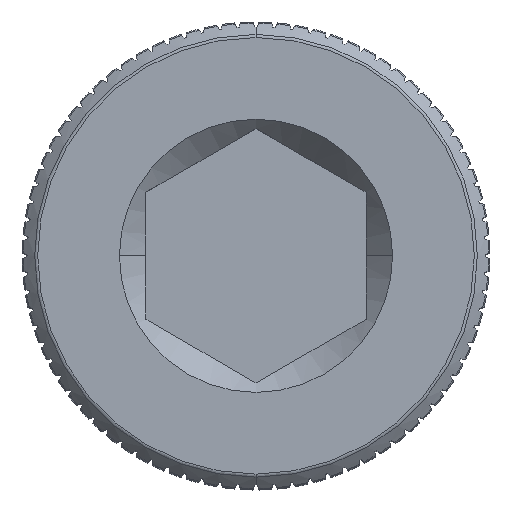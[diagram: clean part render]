
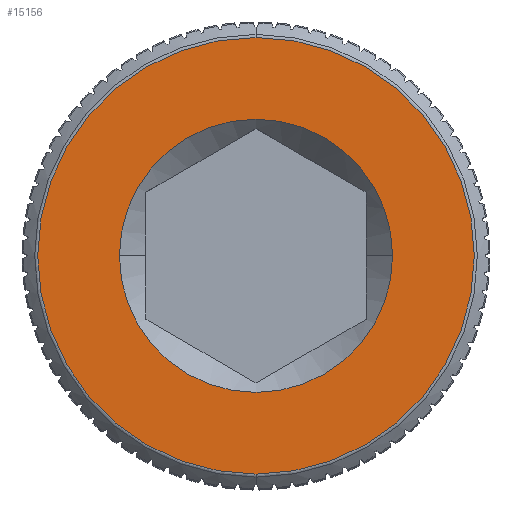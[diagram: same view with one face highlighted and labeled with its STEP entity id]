
A CAD part, top view. The second image highlights one B-rep face of the part: STEP entity #15156.
In plain terms, the highlighted planar face has unit normal (0, 0, 1).
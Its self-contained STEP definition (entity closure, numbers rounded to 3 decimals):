
#198 = AXIS2_PLACEMENT_3D ( 'NONE', #2411, #4243, #350 ) ;
#350 = DIRECTION ( 'NONE',  ( 0., 1., 0. ) ) ;
#996 = AXIS2_PLACEMENT_3D ( 'NONE', #10909, #16399, #19998 ) ;
#1017 = EDGE_LOOP ( 'NONE', ( #8923, #3118 ) ) ;
#1671 = DIRECTION ( 'NONE',  ( 0., 0., 1. ) ) ;
#1777 = CIRCLE ( 'NONE', #22398, 3.968 ) ;
#2411 = CARTESIAN_POINT ( 'NONE',  ( 0., 0., 32.5 ) ) ;
#2636 = CARTESIAN_POINT ( 'NONE',  ( 2.483, 0., 32.5 ) ) ;
#3118 = ORIENTED_EDGE ( 'NONE', *, *, #21572, .F. ) ;
#3564 = DIRECTION ( 'NONE',  ( 1., 0., 0. ) ) ;
#4243 = DIRECTION ( 'NONE',  ( 0., 0., -1. ) ) ;
#4746 = VERTEX_POINT ( 'NONE', #2636 ) ;
#4857 = CIRCLE ( 'NONE', #996, 2.483 ) ;
#5380 = CARTESIAN_POINT ( 'NONE',  ( 0., 0., 32.5 ) ) ;
#6448 = DIRECTION ( 'NONE',  ( 0., 0., -1. ) ) ;
#8336 = EDGE_CURVE ( 'NONE', #9989, #8531, #15899, .T. ) ;
#8454 = CARTESIAN_POINT ( 'NONE',  ( 0., 3.968, 32.5 ) ) ;
#8531 = VERTEX_POINT ( 'NONE', #8454 ) ;
#8923 = ORIENTED_EDGE ( 'NONE', *, *, #18331, .F. ) ;
#8955 = CIRCLE ( 'NONE', #20085, 2.483 ) ;
#9390 = EDGE_LOOP ( 'NONE', ( #19053, #11085 ) ) ;
#9989 = VERTEX_POINT ( 'NONE', #14350 ) ;
#10691 = VERTEX_POINT ( 'NONE', #12882 ) ;
#10909 = CARTESIAN_POINT ( 'NONE',  ( 0., 0., 32.5 ) ) ;
#11085 = ORIENTED_EDGE ( 'NONE', *, *, #8336, .F. ) ;
#12882 = CARTESIAN_POINT ( 'NONE',  ( -2.483, 0., 32.5 ) ) ;
#14350 = CARTESIAN_POINT ( 'NONE',  ( 0., -3.968, 32.5 ) ) ;
#14426 = DIRECTION ( 'NONE',  ( 0., 0., 1. ) ) ;
#14761 = DIRECTION ( 'NONE',  ( 0., -1., 0. ) ) ;
#15085 = AXIS2_PLACEMENT_3D ( 'NONE', #23716, #1671, #14761 ) ;
#15156 = ADVANCED_FACE ( 'NONE', ( #17914, #20195 ), #18115, .T. ) ;
#15899 = CIRCLE ( 'NONE', #198, 3.968 ) ;
#16399 = DIRECTION ( 'NONE',  ( 0., 0., 1. ) ) ;
#17260 = DIRECTION ( 'NONE',  ( 0., 1., 0. ) ) ;
#17914 = FACE_BOUND ( 'NONE', #1017, .T. ) ;
#18115 = PLANE ( 'NONE',  #15085 ) ;
#18331 = EDGE_CURVE ( 'NONE', #4746, #10691, #8955, .T. ) ;
#19053 = ORIENTED_EDGE ( 'NONE', *, *, #19644, .F. ) ;
#19644 = EDGE_CURVE ( 'NONE', #8531, #9989, #1777, .T. ) ;
#19998 = DIRECTION ( 'NONE',  ( 1., 0., 0. ) ) ;
#20085 = AXIS2_PLACEMENT_3D ( 'NONE', #5380, #14426, #3564 ) ;
#20195 = FACE_OUTER_BOUND ( 'NONE', #9390, .T. ) ;
#20929 = CARTESIAN_POINT ( 'NONE',  ( 0., 0., 32.5 ) ) ;
#21572 = EDGE_CURVE ( 'NONE', #10691, #4746, #4857, .T. ) ;
#22398 = AXIS2_PLACEMENT_3D ( 'NONE', #20929, #6448, #17260 ) ;
#23716 = CARTESIAN_POINT ( 'NONE',  ( 0., 0., 32.5 ) ) ;
